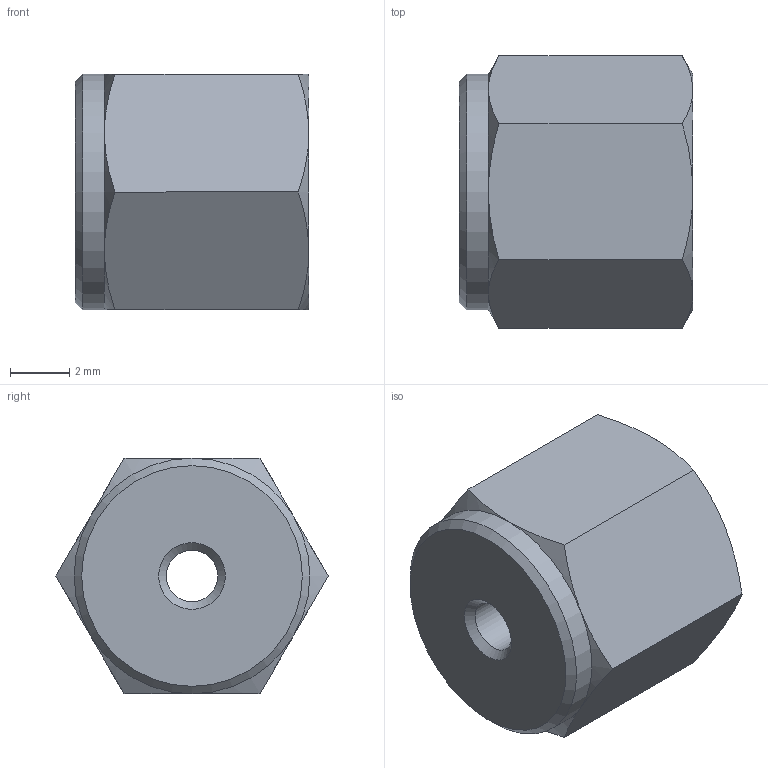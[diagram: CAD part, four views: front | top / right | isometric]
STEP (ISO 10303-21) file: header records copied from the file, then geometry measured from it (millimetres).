
FILE_DESCRIPTION(/* description */ (''),/* implementation_level */ '2;1');
FILE_NAME(/* name */ 'Nut for Precision Compression Fitting 10-24.stp',/* time_stamp */ '2023-09-05T23:41:11-04:00',/* author */ ('Admin'),/* organization */ (''),/* preprocessor_version */ 'ST-DEVELOPER v18.1',/* originating_system */ 'Autodesk Inventor 2022',/* authorisation */ '');
FILE_SCHEMA (('AUTOMOTIVE_DESIGN { 1 0 10303 214 3 1 1 }'));
Length unit declared in the file: inch
Products named in the file (1): Nut for Precision Compression Fitting
Bounding box: 7.87 x 9.17 x 7.94 mm (x, y, z)
Volume: 355.5 mm3; surface area: 387.4 mm2
Topology: 1 solids, 1 shells, 26 faces, 56 edges, 33 vertices
Faces by surface type: cone 14, plane 9, cylinder 3
Full cylindrical faces by diameter (mm): 1.74 x1, 3.683 x1, 7.938 x1
Entity records: 722 total; most frequent: CARTESIAN_POINT 164, ORIENTED_EDGE 112, DIRECTION 107, EDGE_CURVE 56, AXIS2_PLACEMENT_3D 48, VERTEX_POINT 33, EDGE_LOOP 29, FACE_OUTER_BOUND 26
